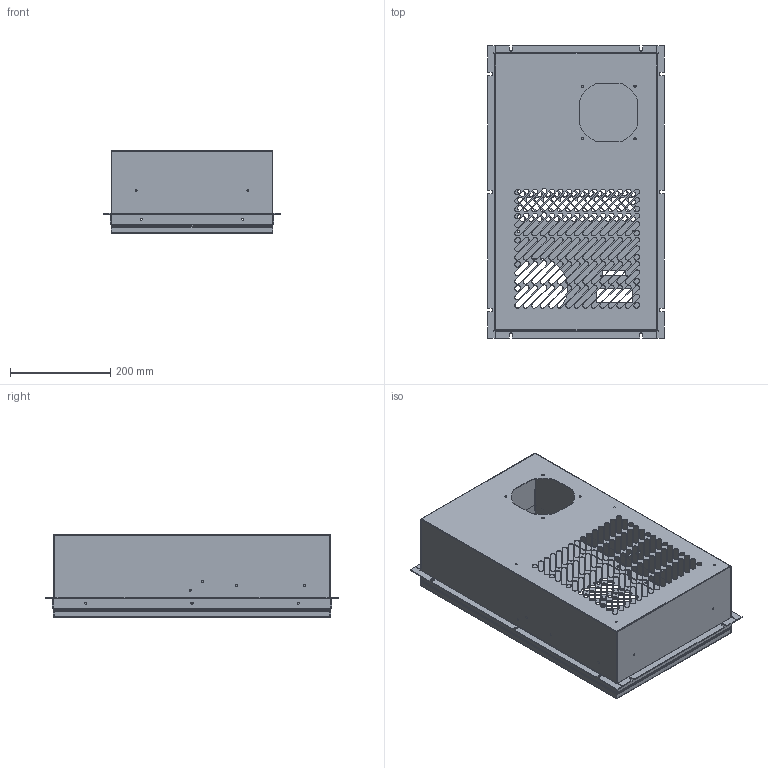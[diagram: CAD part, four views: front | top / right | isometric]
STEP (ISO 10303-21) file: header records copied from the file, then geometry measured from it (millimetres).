
FILE_DESCRIPTION (( 'STEP AP203' ), '1' );
FILE_NAME ('500w.STEP', '2023-02-10T06:29:08', ( 'PC' ), ( 'Microsoft' ), 'SwSTEP 2.0', 'SolidWorks 2018', '' );
FILE_SCHEMA (( 'CONFIG_CONTROL_DESIGN' ));
Length unit declared in the file: millimetre
Products named in the file (1): 500w
Bounding box: 352.4 x 583.4 x 164.6 mm (x, y, z)
Volume: 858664.1 mm3; surface area: 1372158.9 mm2
Topology: 9 solids, 9 shells, 1174 faces, 3155 edges, 2042 vertices
Faces by surface type: cylinder 616, plane 490, torus 36, bspline 24, cone 8
Entity records: 38788 total; most frequent: CARTESIAN_POINT 7574, DIRECTION 6679, ORIENTED_EDGE 6310, EDGE_CURVE 3155, AXIS2_PLACEMENT_3D 2437, VERTEX_POINT 2042, LINE 1805, VECTOR 1805
